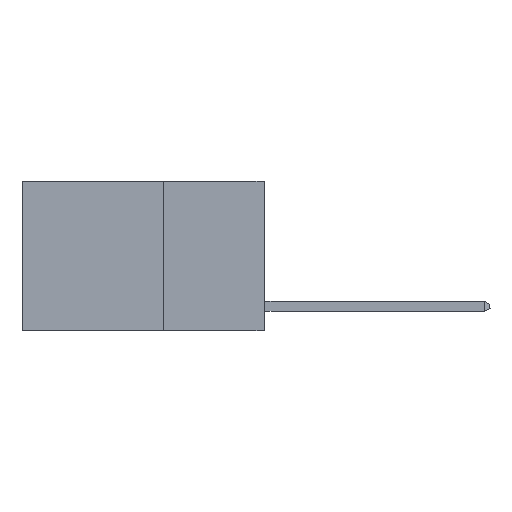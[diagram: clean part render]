
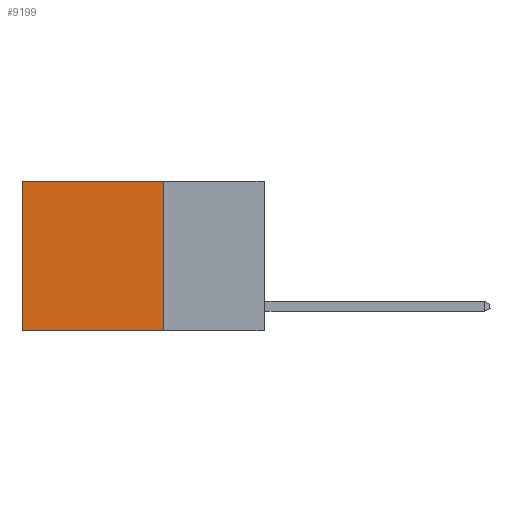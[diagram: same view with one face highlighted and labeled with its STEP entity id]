
A CAD part, left-side view. The second image highlights one B-rep face of the part: STEP entity #9199.
In plain terms, the highlighted planar face has unit normal (-1, 0, 0).
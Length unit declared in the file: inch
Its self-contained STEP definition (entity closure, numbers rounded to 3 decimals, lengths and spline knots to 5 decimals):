
#801 = EDGE_LOOP ( 'NONE', ( #7101, #2637, #11918, #14907 ) ) ;
#1201 = CARTESIAN_POINT ( 'NONE',  ( 0.2625, 0.6, 0. ) ) ;
#1318 = CARTESIAN_POINT ( 'NONE',  ( 0.2625, 0.25, 0. ) ) ;
#1620 = CARTESIAN_POINT ( 'NONE',  ( 0.2625, 0.6, 0. ) ) ;
#2303 = DIRECTION ( 'NONE',  ( 0., 1., 0. ) ) ;
#2637 = ORIENTED_EDGE ( 'NONE', *, *, #21880, .F. ) ;
#3349 = DIRECTION ( 'NONE',  ( 0., 0., -1. ) ) ;
#3741 = CARTESIAN_POINT ( 'NONE',  ( 0.2625, 0.6, -0.37 ) ) ;
#4114 = VECTOR ( 'NONE', #3349, 39.37008 ) ;
#4269 = DIRECTION ( 'NONE',  ( 0., 0., -1. ) ) ;
#4842 = PLANE ( 'NONE',  #12143 ) ;
#5719 = VERTEX_POINT ( 'NONE', #3741 ) ;
#7101 = ORIENTED_EDGE ( 'NONE', *, *, #19898, .T. ) ;
#7745 = DIRECTION ( 'NONE',  ( 0., 1., 0. ) ) ;
#7962 = LINE ( 'NONE', #21645, #10183 ) ;
#9112 = LINE ( 'NONE', #13025, #9990 ) ;
#9199 = ADVANCED_FACE ( 'NONE', ( #18614 ), #4842, .F. ) ;
#9990 = VECTOR ( 'NONE', #2303, 39.37008 ) ;
#10183 = VECTOR ( 'NONE', #7745, 39.37008 ) ;
#11211 = CARTESIAN_POINT ( 'NONE',  ( 0.2625, 0.25, 0. ) ) ;
#11918 = ORIENTED_EDGE ( 'NONE', *, *, #14931, .F. ) ;
#12143 = AXIS2_PLACEMENT_3D ( 'NONE', #1318, #16775, #20113 ) ;
#12929 = LINE ( 'NONE', #11211, #15314 ) ;
#13025 = CARTESIAN_POINT ( 'NONE',  ( 0.2625, 0.25, -0.37 ) ) ;
#13368 = VERTEX_POINT ( 'NONE', #19151 ) ;
#13895 = VERTEX_POINT ( 'NONE', #17984 ) ;
#14907 = ORIENTED_EDGE ( 'NONE', *, *, #17173, .T. ) ;
#14931 = EDGE_CURVE ( 'NONE', #13368, #13895, #12929, .T. ) ;
#15314 = VECTOR ( 'NONE', #4269, 39.37008 ) ;
#16775 = DIRECTION ( 'NONE',  ( 1., 0., 0. ) ) ;
#17173 = EDGE_CURVE ( 'NONE', #13368, #18283, #7962, .T. ) ;
#17984 = CARTESIAN_POINT ( 'NONE',  ( 0.2625, 0.25, -0.37 ) ) ;
#18283 = VERTEX_POINT ( 'NONE', #1620 ) ;
#18614 = FACE_OUTER_BOUND ( 'NONE', #801, .T. ) ;
#19036 = LINE ( 'NONE', #1201, #4114 ) ;
#19151 = CARTESIAN_POINT ( 'NONE',  ( 0.2625, 0.25, 0. ) ) ;
#19898 = EDGE_CURVE ( 'NONE', #18283, #5719, #19036, .T. ) ;
#20113 = DIRECTION ( 'NONE',  ( 0., 0., -1. ) ) ;
#21645 = CARTESIAN_POINT ( 'NONE',  ( 0.2625, 0.25, 0. ) ) ;
#21880 = EDGE_CURVE ( 'NONE', #13895, #5719, #9112, .T. ) ;
